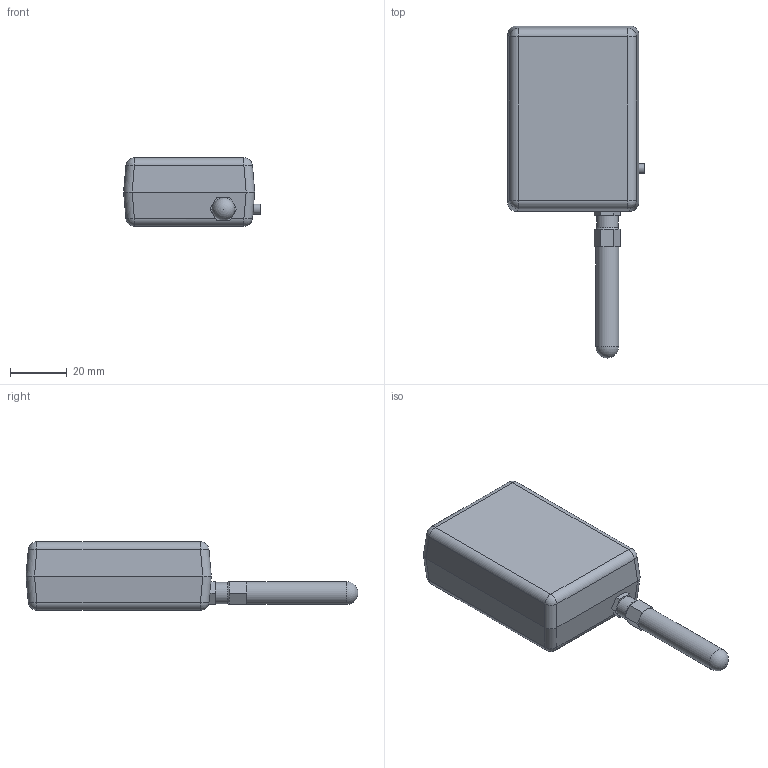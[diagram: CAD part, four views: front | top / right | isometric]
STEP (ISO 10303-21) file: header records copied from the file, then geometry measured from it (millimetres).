
FILE_DESCRIPTION(/* description */ (''),/* implementation_level */ '2;1');
FILE_NAME(/* name */ '',/* time_stamp */ '2024-02-26T21:21:37+02:00',/* author */ (''),/* organization */ (''),/* preprocessor_version */ 'ST-DEVELOPER v20',/* originating_system */ 'Autodesk Translation Framework v12.20.1.177',/* authorisation */ '');
FILE_SCHEMA (('AUTOMOTIVE_DESIGN { 1 0 10303 214 3 1 1 }'));
Length unit declared in the file: millimetre
Products named in the file (2): Маячок; Component1
Assembly tree (1 placements, depth 2):
  Маячок
    Component1
Bounding box: 48 x 116.5 x 24 mm (x, y, z)
Volume: 70348.4 mm3; surface area: 12877.2 mm2
Topology: 1 solids, 1 shells, 77 faces, 175 edges, 104 vertices
Faces by surface type: plane 43, cylinder 24, sphere 9, torus 1
Full cylindrical faces by diameter (mm): 3.5 x1, 4 x1, 7.5 x1, 8 x1
Entity records: 2289 total; most frequent: CARTESIAN_POINT 418, DIRECTION 389, ORIENTED_EDGE 348, EDGE_CURVE 174, AXIS2_PLACEMENT_3D 142, LINE 105, VECTOR 105, VERTEX_POINT 104
